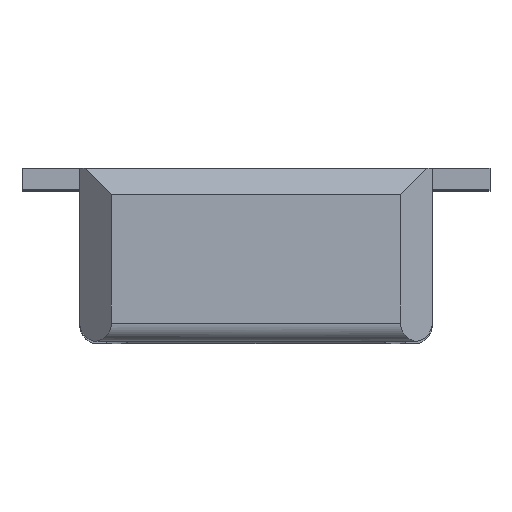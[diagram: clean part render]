
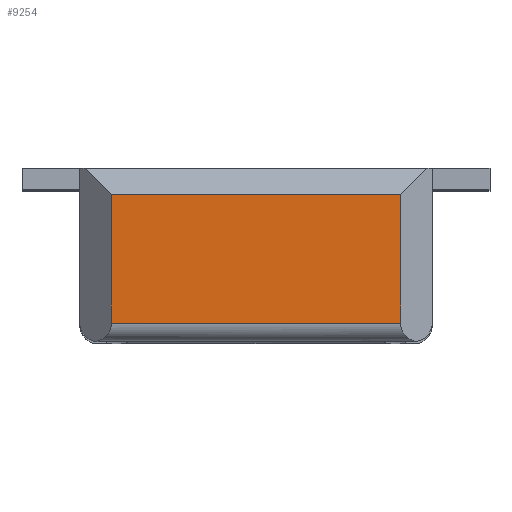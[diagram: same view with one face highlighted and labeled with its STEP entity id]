
A CAD part, top view. The second image highlights one B-rep face of the part: STEP entity #9254.
In plain terms, the highlighted planar face has unit normal (0, 0, 1).
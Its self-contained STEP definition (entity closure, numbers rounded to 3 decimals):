
#326 = AXIS2_PLACEMENT_3D ( 'NONE', #11402, #4659, #5543 ) ;
#651 = ORIENTED_EDGE ( 'NONE', *, *, #8331, .F. ) ;
#855 = VECTOR ( 'NONE', #10818, 1000. ) ;
#1373 = EDGE_LOOP ( 'NONE', ( #651, #1819, #7336, #12509 ) ) ;
#1504 = CARTESIAN_POINT ( 'NONE',  ( 0.594, 0.312, 2.711 ) ) ;
#1597 = VERTEX_POINT ( 'NONE', #3451 ) ;
#1616 = LINE ( 'NONE', #7291, #4200 ) ;
#1724 = CARTESIAN_POINT ( 'NONE',  ( -0.506, -0.178, 2.711 ) ) ;
#1819 = ORIENTED_EDGE ( 'NONE', *, *, #5671, .T. ) ;
#1938 = LINE ( 'NONE', #6591, #9936 ) ;
#2510 = DIRECTION ( 'NONE',  ( -1., 0., 0. ) ) ;
#2866 = FACE_OUTER_BOUND ( 'NONE', #1373, .T. ) ;
#3451 = CARTESIAN_POINT ( 'NONE',  ( -0.506, 0.312, 2.711 ) ) ;
#3930 = EDGE_CURVE ( 'NONE', #8761, #1597, #11004, .T. ) ;
#4200 = VECTOR ( 'NONE', #2510, 1000. ) ;
#4659 = DIRECTION ( 'NONE',  ( 0., 0., 1. ) ) ;
#5008 = VERTEX_POINT ( 'NONE', #11286 ) ;
#5543 = DIRECTION ( 'NONE',  ( 1., 0., 0. ) ) ;
#5671 = EDGE_CURVE ( 'NONE', #5008, #7810, #1938, .T. ) ;
#6111 = VECTOR ( 'NONE', #7616, 1000. ) ;
#6591 = CARTESIAN_POINT ( 'NONE',  ( 0.594, 0.41, 2.711 ) ) ;
#6751 = PLANE ( 'NONE',  #326 ) ;
#7291 = CARTESIAN_POINT ( 'NONE',  ( 0.044, 0.312, 2.711 ) ) ;
#7336 = ORIENTED_EDGE ( 'NONE', *, *, #9408, .T. ) ;
#7616 = DIRECTION ( 'NONE',  ( -1., 0., 0. ) ) ;
#7810 = VERTEX_POINT ( 'NONE', #1504 ) ;
#8331 = EDGE_CURVE ( 'NONE', #5008, #8761, #9590, .T. ) ;
#8761 = VERTEX_POINT ( 'NONE', #1724 ) ;
#9254 = ADVANCED_FACE ( 'NONE', ( #2866 ), #6751, .T. ) ;
#9408 = EDGE_CURVE ( 'NONE', #7810, #1597, #1616, .T. ) ;
#9590 = LINE ( 'NONE', #10470, #6111 ) ;
#9936 = VECTOR ( 'NONE', #11497, 1000. ) ;
#10470 = CARTESIAN_POINT ( 'NONE',  ( -0.116, -0.178, 2.711 ) ) ;
#10818 = DIRECTION ( 'NONE',  ( 0., 1., 0. ) ) ;
#11004 = LINE ( 'NONE', #11843, #855 ) ;
#11286 = CARTESIAN_POINT ( 'NONE',  ( 0.594, -0.178, 2.711 ) ) ;
#11402 = CARTESIAN_POINT ( 'NONE',  ( 0.594, 0.242, 2.711 ) ) ;
#11497 = DIRECTION ( 'NONE',  ( 0., 1., 0. ) ) ;
#11843 = CARTESIAN_POINT ( 'NONE',  ( -0.506, 0.41, 2.711 ) ) ;
#12509 = ORIENTED_EDGE ( 'NONE', *, *, #3930, .F. ) ;
